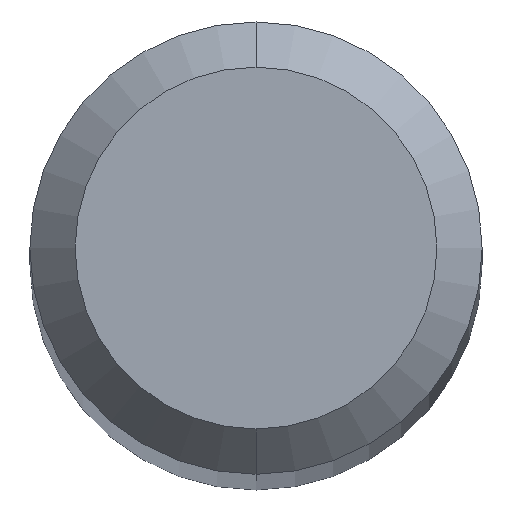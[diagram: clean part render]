
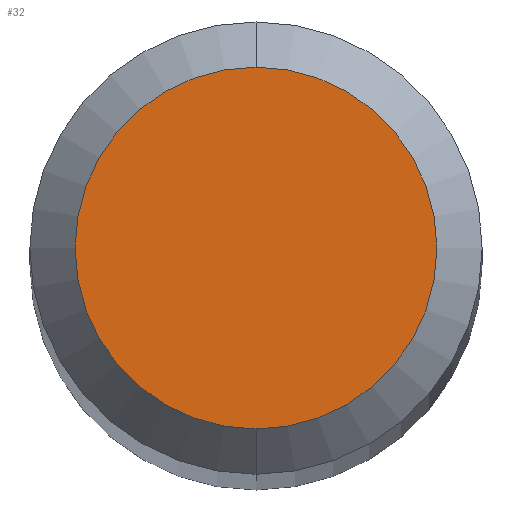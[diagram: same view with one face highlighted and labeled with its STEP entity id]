
A CAD part, top view. The second image highlights one B-rep face of the part: STEP entity #32.
In plain terms, the highlighted planar face has unit normal (0, 0, 1).
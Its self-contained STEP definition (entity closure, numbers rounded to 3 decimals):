
#1 = PLANE ( 'NONE',  #124 ) ;
#13 = EDGE_CURVE ( 'NONE', #191, #57, #207, .T. ) ;
#32 = ADVANCED_FACE ( 'NONE', ( #181 ), #1, .F. ) ;
#41 = DIRECTION ( 'NONE',  ( 0., 0., -1. ) ) ;
#44 = DIRECTION ( 'NONE',  ( 0., 0., 1. ) ) ;
#57 = VERTEX_POINT ( 'NONE', #171 ) ;
#70 = AXIS2_PLACEMENT_3D ( 'NONE', #80, #44, #195 ) ;
#77 = DIRECTION ( 'NONE',  ( 0., 0., 1. ) ) ;
#78 = CARTESIAN_POINT ( 'NONE',  ( 0., 1.588, 0. ) ) ;
#80 = CARTESIAN_POINT ( 'NONE',  ( 0., 0., 0. ) ) ;
#91 = ORIENTED_EDGE ( 'NONE', *, *, #13, .T. ) ;
#109 = DIRECTION ( 'NONE',  ( 0., 1., 0. ) ) ;
#118 = EDGE_LOOP ( 'NONE', ( #91, #150 ) ) ;
#124 = AXIS2_PLACEMENT_3D ( 'NONE', #159, #41, #193 ) ;
#134 = EDGE_CURVE ( 'NONE', #57, #191, #163, .T. ) ;
#150 = ORIENTED_EDGE ( 'NONE', *, *, #134, .T. ) ;
#159 = CARTESIAN_POINT ( 'NONE',  ( 0., 1.984, 0. ) ) ;
#163 = CIRCLE ( 'NONE', #70, 1.588 ) ;
#171 = CARTESIAN_POINT ( 'NONE',  ( 0., -1.588, 0. ) ) ;
#181 = FACE_OUTER_BOUND ( 'NONE', #118, .T. ) ;
#191 = VERTEX_POINT ( 'NONE', #78 ) ;
#193 = DIRECTION ( 'NONE',  ( 0., 1., 0. ) ) ;
#195 = DIRECTION ( 'NONE',  ( 0., 1., 0. ) ) ;
#198 = AXIS2_PLACEMENT_3D ( 'NONE', #213, #77, #109 ) ;
#207 = CIRCLE ( 'NONE', #198, 1.588 ) ;
#213 = CARTESIAN_POINT ( 'NONE',  ( 0., 0., 0. ) ) ;
